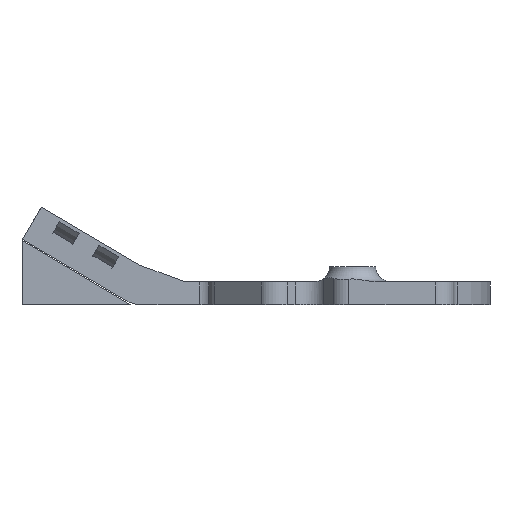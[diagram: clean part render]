
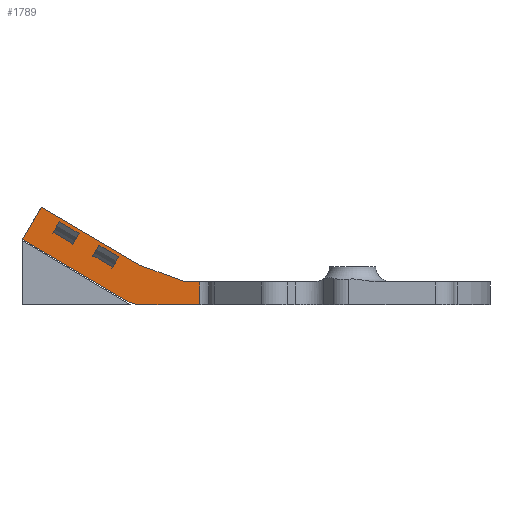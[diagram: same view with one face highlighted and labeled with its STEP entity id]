
A CAD part, left-side view. The second image highlights one B-rep face of the part: STEP entity #1789.
In plain terms, the highlighted planar face has unit normal (-1, 0, 0).
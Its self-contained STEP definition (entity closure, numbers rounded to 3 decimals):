
#44=FACE_BOUND('',#268,.T.);
#45=FACE_BOUND('',#269,.T.);
#80=PLANE('',#1970);
#165=FACE_OUTER_BOUND('',#267,.T.);
#267=EDGE_LOOP('',(#1555,#1556,#1557,#1558,#1559,#1560,#1561,#1562,#1563,
#1564,#1565,#1566));
#268=EDGE_LOOP('',(#1567,#1568,#1569,#1570));
#269=EDGE_LOOP('',(#1571,#1572,#1573,#1574));
#347=LINE('',#2717,#514);
#378=LINE('',#2924,#545);
#386=LINE('',#2943,#553);
#412=LINE('',#3000,#579);
#419=LINE('',#3038,#586);
#420=LINE('',#3041,#587);
#421=LINE('',#3043,#588);
#422=LINE('',#3045,#589);
#423=LINE('',#3049,#590);
#424=LINE('',#3053,#591);
#425=LINE('',#3055,#592);
#426=LINE('',#3057,#593);
#427=LINE('',#3058,#594);
#428=LINE('',#3061,#595);
#429=LINE('',#3063,#596);
#430=LINE('',#3065,#597);
#431=LINE('',#3066,#598);
#514=VECTOR('',#2179,10.);
#545=VECTOR('',#2308,2.);
#553=VECTOR('',#2322,10.);
#579=VECTOR('',#2406,10.);
#586=VECTOR('',#2419,10.);
#587=VECTOR('',#2422,10.);
#588=VECTOR('',#2423,10.);
#589=VECTOR('',#2424,10.);
#590=VECTOR('',#2427,10.);
#591=VECTOR('',#2430,10.);
#592=VECTOR('',#2431,10.);
#593=VECTOR('',#2432,10.);
#594=VECTOR('',#2433,10.);
#595=VECTOR('',#2434,10.);
#596=VECTOR('',#2435,10.);
#597=VECTOR('',#2436,10.);
#598=VECTOR('',#2437,10.);
#691=CIRCLE('',#1915,2.);
#698=CIRCLE('',#1971,2.);
#699=CIRCLE('',#1972,2.);
#780=VERTEX_POINT('',#2714);
#781=VERTEX_POINT('',#2716);
#825=VERTEX_POINT('',#2810);
#838=VERTEX_POINT('',#2922);
#846=VERTEX_POINT('',#2941);
#848=VERTEX_POINT('',#2998);
#851=VERTEX_POINT('',#3034);
#853=VERTEX_POINT('',#3040);
#854=VERTEX_POINT('',#3042);
#855=VERTEX_POINT('',#3044);
#856=VERTEX_POINT('',#3046);
#857=VERTEX_POINT('',#3048);
#858=VERTEX_POINT('',#3051);
#859=VERTEX_POINT('',#3052);
#860=VERTEX_POINT('',#3054);
#861=VERTEX_POINT('',#3056);
#862=VERTEX_POINT('',#3059);
#863=VERTEX_POINT('',#3060);
#864=VERTEX_POINT('',#3062);
#865=VERTEX_POINT('',#3064);
#976=EDGE_CURVE('',#780,#781,#347,.T.);
#1026=EDGE_CURVE('',#781,#825,#691,.T.);
#1051=EDGE_CURVE('',#838,#780,#378,.T.);
#1060=EDGE_CURVE('',#846,#838,#386,.T.);
#1088=EDGE_CURVE('',#848,#846,#412,.T.);
#1096=EDGE_CURVE('',#851,#825,#419,.T.);
#1097=EDGE_CURVE('',#848,#853,#420,.T.);
#1098=EDGE_CURVE('',#854,#853,#421,.T.);
#1099=EDGE_CURVE('',#855,#854,#422,.T.);
#1100=EDGE_CURVE('',#856,#855,#698,.T.);
#1101=EDGE_CURVE('',#857,#856,#423,.F.);
#1102=EDGE_CURVE('',#851,#857,#699,.T.);
#1103=EDGE_CURVE('',#858,#859,#424,.T.);
#1104=EDGE_CURVE('',#859,#860,#425,.T.);
#1105=EDGE_CURVE('',#860,#861,#426,.T.);
#1106=EDGE_CURVE('',#861,#858,#427,.T.);
#1107=EDGE_CURVE('',#862,#863,#428,.T.);
#1108=EDGE_CURVE('',#863,#864,#429,.T.);
#1109=EDGE_CURVE('',#864,#865,#430,.T.);
#1110=EDGE_CURVE('',#865,#862,#431,.T.);
#1555=ORIENTED_EDGE('',*,*,#1097,.T.);
#1556=ORIENTED_EDGE('',*,*,#1098,.F.);
#1557=ORIENTED_EDGE('',*,*,#1099,.F.);
#1558=ORIENTED_EDGE('',*,*,#1100,.F.);
#1559=ORIENTED_EDGE('',*,*,#1101,.F.);
#1560=ORIENTED_EDGE('',*,*,#1102,.F.);
#1561=ORIENTED_EDGE('',*,*,#1096,.T.);
#1562=ORIENTED_EDGE('',*,*,#1026,.F.);
#1563=ORIENTED_EDGE('',*,*,#976,.F.);
#1564=ORIENTED_EDGE('',*,*,#1051,.F.);
#1565=ORIENTED_EDGE('',*,*,#1060,.F.);
#1566=ORIENTED_EDGE('',*,*,#1088,.F.);
#1567=ORIENTED_EDGE('',*,*,#1103,.T.);
#1568=ORIENTED_EDGE('',*,*,#1104,.T.);
#1569=ORIENTED_EDGE('',*,*,#1105,.T.);
#1570=ORIENTED_EDGE('',*,*,#1106,.T.);
#1571=ORIENTED_EDGE('',*,*,#1107,.T.);
#1572=ORIENTED_EDGE('',*,*,#1108,.T.);
#1573=ORIENTED_EDGE('',*,*,#1109,.T.);
#1574=ORIENTED_EDGE('',*,*,#1110,.T.);
#1789=ADVANCED_FACE('',(#165,#44,#45),#80,.T.);
#1915=AXIS2_PLACEMENT_3D('',#2813,#2260,#2261);
#1970=AXIS2_PLACEMENT_3D('',#3039,#2420,#2421);
#1971=AXIS2_PLACEMENT_3D('',#3047,#2425,#2426);
#1972=AXIS2_PLACEMENT_3D('',#3050,#2428,#2429);
#2179=DIRECTION('',(0.,1.,0.));
#2260=DIRECTION('center_axis',(1.,0.,0.));
#2261=DIRECTION('ref_axis',(0.,0.132,-0.991));
#2308=DIRECTION('',(0.,0.,-1.));
#2322=DIRECTION('',(0.,-1.,0.002));
#2406=DIRECTION('',(0.,-0.94,-0.342));
#2419=DIRECTION('',(0.,-1.,0.));
#2420=DIRECTION('center_axis',(-1.,0.,0.));
#2421=DIRECTION('ref_axis',(0.,1.,-0.002));
#2422=DIRECTION('',(0.,0.861,0.508));
#2423=DIRECTION('',(0.,-0.508,0.861));
#2424=DIRECTION('',(0.,0.861,0.508));
#2425=DIRECTION('center_axis',(1.,0.,0.));
#2426=DIRECTION('ref_axis',(0.,0.389,-0.921));
#2427=DIRECTION('',(0.,-0.965,-0.263));
#2428=DIRECTION('center_axis',(1.,0.,0.));
#2429=DIRECTION('ref_axis',(0.,0.132,-0.991));
#2430=DIRECTION('',(0.,-0.861,-0.508));
#2431=DIRECTION('',(0.,0.508,-0.861));
#2432=DIRECTION('',(0.,0.861,0.508));
#2433=DIRECTION('',(0.,-0.508,0.861));
#2434=DIRECTION('',(0.,-0.861,-0.508));
#2435=DIRECTION('',(0.,0.508,-0.861));
#2436=DIRECTION('',(0.,0.861,0.508));
#2437=DIRECTION('',(0.,-0.508,0.861));
#2714=CARTESIAN_POINT('',(21.673,31.955,-3.));
#2716=CARTESIAN_POINT('',(21.673,33.451,-3.));
#2717=CARTESIAN_POINT('',(21.673,21.346,-3.));
#2810=CARTESIAN_POINT('',(21.673,33.787,-3.));
#2813=CARTESIAN_POINT('Origin',(21.673,33.618,-1.007));
#2922=CARTESIAN_POINT('',(21.673,31.955,-0.004));
#2924=CARTESIAN_POINT('',(21.673,31.955,0.));
#2941=CARTESIAN_POINT('',(21.673,33.787,-0.007));
#2943=CARTESIAN_POINT('',(21.673,33.808,-0.007));
#2998=CARTESIAN_POINT('',(21.673,39.787,2.178));
#3000=CARTESIAN_POINT('',(21.673,39.787,2.178));
#3034=CARTESIAN_POINT('',(21.673,39.787,-3.));
#3038=CARTESIAN_POINT('',(21.673,39.787,-3.));
#3039=CARTESIAN_POINT('Origin',(21.673,35.808,0.));
#3040=CARTESIAN_POINT('',(21.673,52.625,9.755));
#3041=CARTESIAN_POINT('',(21.673,44.254,4.815));
#3042=CARTESIAN_POINT('',(21.673,55.112,5.542));
#3043=CARTESIAN_POINT('',(21.673,53.587,8.125));
#3044=CARTESIAN_POINT('',(21.673,41.495,-2.495));
#3045=CARTESIAN_POINT('',(21.673,43.296,-1.432));
#3046=CARTESIAN_POINT('',(21.673,41.004,-2.703));
#3047=CARTESIAN_POINT('Origin',(21.673,40.479,-0.773));
#3048=CARTESIAN_POINT('',(21.673,40.143,-2.937));
#3049=CARTESIAN_POINT('',(21.673,38.406,-3.409));
#3050=CARTESIAN_POINT('Origin',(21.673,39.618,-1.007));
#3051=CARTESIAN_POINT('',(21.673,45.105,4.789));
#3052=CARTESIAN_POINT('',(21.673,42.522,3.264));
#3053=CARTESIAN_POINT('',(21.673,45.105,4.789));
#3054=CARTESIAN_POINT('',(21.673,43.319,1.913));
#3055=CARTESIAN_POINT('',(21.673,41.801,4.486));
#3056=CARTESIAN_POINT('',(21.673,45.903,3.438));
#3057=CARTESIAN_POINT('',(21.673,45.903,3.438));
#3058=CARTESIAN_POINT('',(21.673,44.384,6.011));
#3059=CARTESIAN_POINT('',(21.673,50.273,7.839));
#3060=CARTESIAN_POINT('',(21.673,47.689,6.314));
#3061=CARTESIAN_POINT('',(21.673,50.273,7.839));
#3062=CARTESIAN_POINT('',(21.673,48.486,4.963));
#3063=CARTESIAN_POINT('',(21.673,46.968,7.536));
#3064=CARTESIAN_POINT('',(21.673,51.07,6.488));
#3065=CARTESIAN_POINT('',(21.673,51.07,6.488));
#3066=CARTESIAN_POINT('',(21.673,49.551,9.061));
